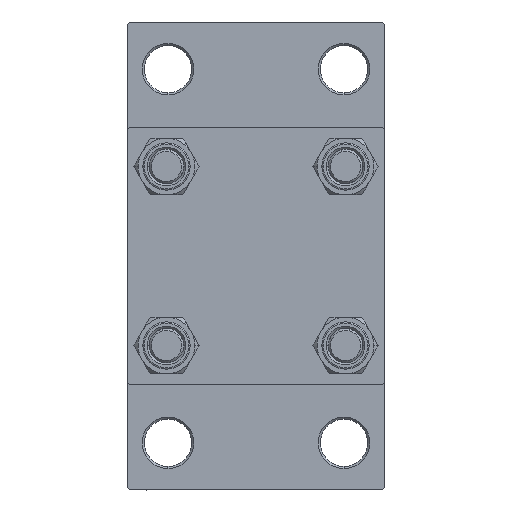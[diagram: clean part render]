
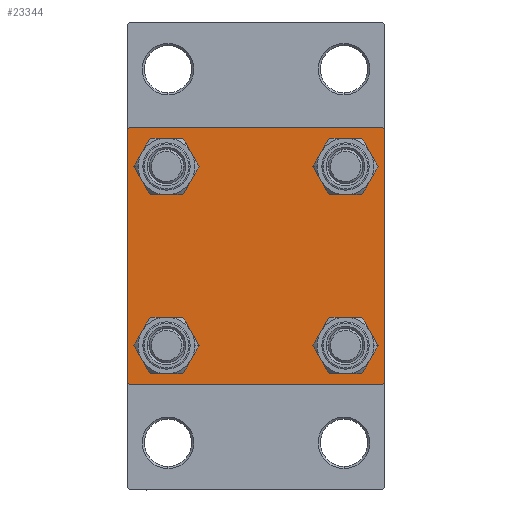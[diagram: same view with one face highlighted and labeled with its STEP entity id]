
A CAD part, left-side view. The second image highlights one B-rep face of the part: STEP entity #23344.
In plain terms, the highlighted planar face has unit normal (-1, 0, 0).
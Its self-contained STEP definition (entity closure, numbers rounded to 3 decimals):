
#701 = EDGE_LOOP ( 'NONE', ( #9082, #28630 ) ) ;
#768 = CARTESIAN_POINT ( 'NONE',  ( 0., 30., 30. ) ) ;
#1174 = LINE ( 'NONE', #15814, #20947 ) ;
#1442 = CARTESIAN_POINT ( 'NONE',  ( 0., -20.85, -16.35 ) ) ;
#1979 = VERTEX_POINT ( 'NONE', #18620 ) ;
#2619 = DIRECTION ( 'NONE',  ( 0., 0., 1. ) ) ;
#2674 = VERTEX_POINT ( 'NONE', #46566 ) ;
#2733 = DIRECTION ( 'NONE',  ( 1., 0., 0. ) ) ;
#3613 = VECTOR ( 'NONE', #28081, 1000. ) ;
#3800 = DIRECTION ( 'NONE',  ( 0., 0., 1. ) ) ;
#3953 = CARTESIAN_POINT ( 'NONE',  ( 0., 30., -30. ) ) ;
#4297 = CIRCLE ( 'NONE', #34217, 4.5 ) ;
#4652 = CARTESIAN_POINT ( 'NONE',  ( 0., 29.5, 30. ) ) ;
#4766 = CARTESIAN_POINT ( 'NONE',  ( 0., 30., -29.5 ) ) ;
#4836 = CARTESIAN_POINT ( 'NONE',  ( 0., 30., 30. ) ) ;
#5051 = CIRCLE ( 'NONE', #9640, 4.5 ) ;
#5068 = CARTESIAN_POINT ( 'NONE',  ( 0., -29.75, 29.75 ) ) ;
#5254 = CARTESIAN_POINT ( 'NONE',  ( 0., 20.85, -16.35 ) ) ;
#5749 = VERTEX_POINT ( 'NONE', #4652 ) ;
#5974 = CARTESIAN_POINT ( 'NONE',  ( 0., 20.85, 20.85 ) ) ;
#6166 = VERTEX_POINT ( 'NONE', #44982 ) ;
#6345 = FACE_BOUND ( 'NONE', #19931, .T. ) ;
#6419 = AXIS2_PLACEMENT_3D ( 'NONE', #46204, #20702, #38720 ) ;
#6965 = EDGE_CURVE ( 'NONE', #6166, #7162, #8444, .T. ) ;
#7162 = VERTEX_POINT ( 'NONE', #4766 ) ;
#7488 = EDGE_CURVE ( 'NONE', #13663, #12295, #11766, .T. ) ;
#7591 = AXIS2_PLACEMENT_3D ( 'NONE', #10454, #39552, #46786 ) ;
#7835 = ORIENTED_EDGE ( 'NONE', *, *, #7488, .T. ) ;
#8190 = AXIS2_PLACEMENT_3D ( 'NONE', #10766, #36234, #3800 ) ;
#8310 = CARTESIAN_POINT ( 'NONE',  ( 0., -20.85, -25.35 ) ) ;
#8439 = LINE ( 'NONE', #768, #14404 ) ;
#8444 = LINE ( 'NONE', #4836, #11022 ) ;
#8453 = CARTESIAN_POINT ( 'NONE',  ( 0., 20.85, -20.85 ) ) ;
#8476 = AXIS2_PLACEMENT_3D ( 'NONE', #28934, #43582, #31062 ) ;
#9082 = ORIENTED_EDGE ( 'NONE', *, *, #17829, .T. ) ;
#9105 = AXIS2_PLACEMENT_3D ( 'NONE', #9700, #17170, #24383 ) ;
#9640 = AXIS2_PLACEMENT_3D ( 'NONE', #8453, #19510, #34167 ) ;
#9700 = CARTESIAN_POINT ( 'NONE',  ( 0., 0., 0. ) ) ;
#9876 = VERTEX_POINT ( 'NONE', #26455 ) ;
#10454 = CARTESIAN_POINT ( 'NONE',  ( 0., 20.85, 20.85 ) ) ;
#10529 = ORIENTED_EDGE ( 'NONE', *, *, #30798, .T. ) ;
#10766 = CARTESIAN_POINT ( 'NONE',  ( 0., 20.85, -20.85 ) ) ;
#11022 = VECTOR ( 'NONE', #45228, 1000. ) ;
#11155 = VERTEX_POINT ( 'NONE', #46636 ) ;
#11394 = CARTESIAN_POINT ( 'NONE',  ( 0., -30., 29.5 ) ) ;
#11766 = CIRCLE ( 'NONE', #6419, 4.5 ) ;
#11862 = ORIENTED_EDGE ( 'NONE', *, *, #43557, .T. ) ;
#11997 = DIRECTION ( 'NONE',  ( 1., 0., 0. ) ) ;
#12189 = DIRECTION ( 'NONE',  ( 0., 0.707, -0.707 ) ) ;
#12295 = VERTEX_POINT ( 'NONE', #8310 ) ;
#12908 = EDGE_LOOP ( 'NONE', ( #24983, #35506, #11862, #38787, #27112, #21373, #36280, #10529 ) ) ;
#13150 = EDGE_CURVE ( 'NONE', #12295, #13663, #4297, .T. ) ;
#13277 = EDGE_CURVE ( 'NONE', #2674, #13626, #5051, .T. ) ;
#13626 = VERTEX_POINT ( 'NONE', #5254 ) ;
#13663 = VERTEX_POINT ( 'NONE', #1442 ) ;
#13865 = VECTOR ( 'NONE', #39022, 1000. ) ;
#14404 = VECTOR ( 'NONE', #19020, 1000. ) ;
#15381 = EDGE_CURVE ( 'NONE', #41861, #43635, #32165, .T. ) ;
#15814 = CARTESIAN_POINT ( 'NONE',  ( 0., 29.75, -29.75 ) ) ;
#16254 = EDGE_LOOP ( 'NONE', ( #37307, #18477 ) ) ;
#17161 = LINE ( 'NONE', #32310, #13865 ) ;
#17170 = DIRECTION ( 'NONE',  ( -1., 0., 0. ) ) ;
#17276 = LINE ( 'NONE', #28337, #34577 ) ;
#17542 = CARTESIAN_POINT ( 'NONE',  ( 0., -20.85, 25.35 ) ) ;
#17829 = EDGE_CURVE ( 'NONE', #13626, #2674, #24299, .T. ) ;
#18477 = ORIENTED_EDGE ( 'NONE', *, *, #24677, .T. ) ;
#18620 = CARTESIAN_POINT ( 'NONE',  ( 0., -29.5, 30. ) ) ;
#18699 = AXIS2_PLACEMENT_3D ( 'NONE', #44942, #11997, #26674 ) ;
#19020 = DIRECTION ( 'NONE',  ( 0., -1., 0. ) ) ;
#19433 = ORIENTED_EDGE ( 'NONE', *, *, #25975, .T. ) ;
#19510 = DIRECTION ( 'NONE',  ( 1., 0., 0. ) ) ;
#19931 = EDGE_LOOP ( 'NONE', ( #7835, #35550 ) ) ;
#20299 = FACE_BOUND ( 'NONE', #16254, .T. ) ;
#20371 = EDGE_CURVE ( 'NONE', #5749, #1979, #8439, .T. ) ;
#20607 = EDGE_CURVE ( 'NONE', #41861, #1979, #24051, .T. ) ;
#20702 = DIRECTION ( 'NONE',  ( 1., 0., 0. ) ) ;
#20947 = VECTOR ( 'NONE', #33129, 1000. ) ;
#21020 = PLANE ( 'NONE',  #9105 ) ;
#21373 = ORIENTED_EDGE ( 'NONE', *, *, #20607, .T. ) ;
#21670 = EDGE_CURVE ( 'NONE', #9876, #11155, #23653, .T. ) ;
#23271 = VERTEX_POINT ( 'NONE', #38554 ) ;
#23344 = ADVANCED_FACE ( 'NONE', ( #32079, #6345, #42164, #20299, #42648 ), #21020, .T. ) ;
#23653 = CIRCLE ( 'NONE', #35158, 4.5 ) ;
#24051 = LINE ( 'NONE', #5068, #26663 ) ;
#24098 = VECTOR ( 'NONE', #29432, 1000. ) ;
#24299 = CIRCLE ( 'NONE', #8190, 4.5 ) ;
#24383 = DIRECTION ( 'NONE',  ( 0., 0., 1. ) ) ;
#24677 = EDGE_CURVE ( 'NONE', #11155, #9876, #42913, .T. ) ;
#24983 = ORIENTED_EDGE ( 'NONE', *, *, #6965, .T. ) ;
#25975 = EDGE_CURVE ( 'NONE', #27188, #31382, #39925, .T. ) ;
#26455 = CARTESIAN_POINT ( 'NONE',  ( 0., 20.85, 25.35 ) ) ;
#26663 = VECTOR ( 'NONE', #42078, 1000. ) ;
#26674 = DIRECTION ( 'NONE',  ( 0., 0., 1. ) ) ;
#27112 = ORIENTED_EDGE ( 'NONE', *, *, #15381, .F. ) ;
#27188 = VERTEX_POINT ( 'NONE', #17542 ) ;
#28081 = DIRECTION ( 'NONE',  ( 0., 0., -1. ) ) ;
#28091 = DIRECTION ( 'NONE',  ( 1., 0., 0. ) ) ;
#28337 = CARTESIAN_POINT ( 'NONE',  ( 0., 29.75, 29.75 ) ) ;
#28630 = ORIENTED_EDGE ( 'NONE', *, *, #13277, .T. ) ;
#28934 = CARTESIAN_POINT ( 'NONE',  ( 0., -20.85, 20.85 ) ) ;
#29432 = DIRECTION ( 'NONE',  ( 0., -1., 0. ) ) ;
#30203 = CIRCLE ( 'NONE', #18699, 4.5 ) ;
#30379 = EDGE_CURVE ( 'NONE', #23271, #43635, #17161, .T. ) ;
#30798 = EDGE_CURVE ( 'NONE', #5749, #6166, #17276, .T. ) ;
#31062 = DIRECTION ( 'NONE',  ( 0., 0., 1. ) ) ;
#31382 = VERTEX_POINT ( 'NONE', #39985 ) ;
#32079 = FACE_BOUND ( 'NONE', #39147, .T. ) ;
#32165 = LINE ( 'NONE', #36212, #3613 ) ;
#32310 = CARTESIAN_POINT ( 'NONE',  ( 0., -29.75, -29.75 ) ) ;
#32344 = LINE ( 'NONE', #3953, #24098 ) ;
#32522 = DIRECTION ( 'NONE',  ( 0., 0., 1. ) ) ;
#33129 = DIRECTION ( 'NONE',  ( 0., -0.707, -0.707 ) ) ;
#34167 = DIRECTION ( 'NONE',  ( 0., 0., 1. ) ) ;
#34217 = AXIS2_PLACEMENT_3D ( 'NONE', #46962, #2733, #32522 ) ;
#34577 = VECTOR ( 'NONE', #12189, 1000. ) ;
#35158 = AXIS2_PLACEMENT_3D ( 'NONE', #5974, #28091, #2619 ) ;
#35506 = ORIENTED_EDGE ( 'NONE', *, *, #40065, .T. ) ;
#35550 = ORIENTED_EDGE ( 'NONE', *, *, #13150, .T. ) ;
#36212 = CARTESIAN_POINT ( 'NONE',  ( 0., -30., 30. ) ) ;
#36234 = DIRECTION ( 'NONE',  ( 1., 0., 0. ) ) ;
#36280 = ORIENTED_EDGE ( 'NONE', *, *, #20371, .F. ) ;
#37307 = ORIENTED_EDGE ( 'NONE', *, *, #21670, .T. ) ;
#38554 = CARTESIAN_POINT ( 'NONE',  ( 0., -29.5, -30. ) ) ;
#38720 = DIRECTION ( 'NONE',  ( 0., 0., 1. ) ) ;
#38787 = ORIENTED_EDGE ( 'NONE', *, *, #30379, .T. ) ;
#39022 = DIRECTION ( 'NONE',  ( 0., -0.707, 0.707 ) ) ;
#39147 = EDGE_LOOP ( 'NONE', ( #19433, #46812 ) ) ;
#39552 = DIRECTION ( 'NONE',  ( 1., 0., 0. ) ) ;
#39925 = CIRCLE ( 'NONE', #8476, 4.5 ) ;
#39985 = CARTESIAN_POINT ( 'NONE',  ( 0., -20.85, 16.35 ) ) ;
#40065 = EDGE_CURVE ( 'NONE', #7162, #41902, #1174, .T. ) ;
#40237 = CARTESIAN_POINT ( 'NONE',  ( 0., -30., -29.5 ) ) ;
#41861 = VERTEX_POINT ( 'NONE', #11394 ) ;
#41902 = VERTEX_POINT ( 'NONE', #43389 ) ;
#42078 = DIRECTION ( 'NONE',  ( 0., 0.707, 0.707 ) ) ;
#42164 = FACE_BOUND ( 'NONE', #701, .T. ) ;
#42648 = FACE_OUTER_BOUND ( 'NONE', #12908, .T. ) ;
#42913 = CIRCLE ( 'NONE', #7591, 4.5 ) ;
#43389 = CARTESIAN_POINT ( 'NONE',  ( 0., 29.5, -30. ) ) ;
#43557 = EDGE_CURVE ( 'NONE', #41902, #23271, #32344, .T. ) ;
#43582 = DIRECTION ( 'NONE',  ( 1., 0., 0. ) ) ;
#43635 = VERTEX_POINT ( 'NONE', #40237 ) ;
#44942 = CARTESIAN_POINT ( 'NONE',  ( 0., -20.85, 20.85 ) ) ;
#44982 = CARTESIAN_POINT ( 'NONE',  ( 0., 30., 29.5 ) ) ;
#45189 = EDGE_CURVE ( 'NONE', #31382, #27188, #30203, .T. ) ;
#45228 = DIRECTION ( 'NONE',  ( 0., 0., -1. ) ) ;
#46204 = CARTESIAN_POINT ( 'NONE',  ( 0., -20.85, -20.85 ) ) ;
#46566 = CARTESIAN_POINT ( 'NONE',  ( 0., 20.85, -25.35 ) ) ;
#46636 = CARTESIAN_POINT ( 'NONE',  ( 0., 20.85, 16.35 ) ) ;
#46786 = DIRECTION ( 'NONE',  ( 0., 0., 1. ) ) ;
#46812 = ORIENTED_EDGE ( 'NONE', *, *, #45189, .T. ) ;
#46962 = CARTESIAN_POINT ( 'NONE',  ( 0., -20.85, -20.85 ) ) ;
